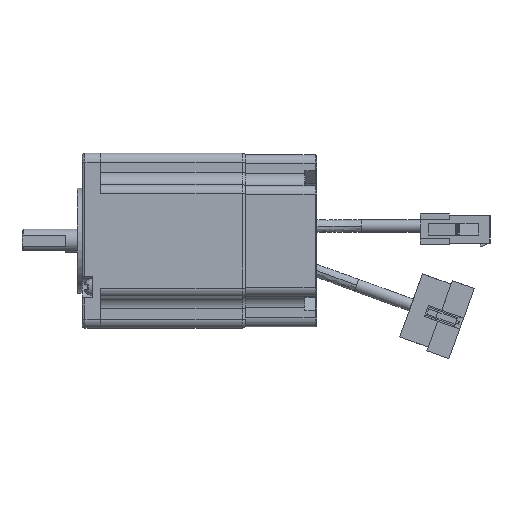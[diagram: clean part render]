
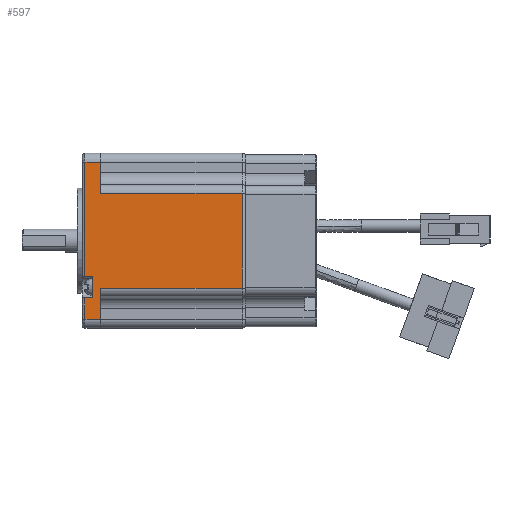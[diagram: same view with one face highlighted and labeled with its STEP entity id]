
A CAD part, front view. The second image highlights one B-rep face of the part: STEP entity #597.
In plain terms, the highlighted face is planar.
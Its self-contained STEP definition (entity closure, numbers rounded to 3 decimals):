
#239 = CARTESIAN_POINT ( 'NONE',  ( 35.176, 115.692, -205.7 ) ) ;
#380 = DIRECTION ( 'NONE',  ( 0., 0., -1. ) ) ;
#597 = ADVANCED_FACE ( 'NONE', ( #17801 ), #17506, .T. ) ;
#860 = CARTESIAN_POINT ( 'NONE',  ( 89.176, 115.692, -205.7 ) ) ;
#906 = CARTESIAN_POINT ( 'NONE',  ( 49.976, 115.692, -212. ) ) ;
#1272 = CARTESIAN_POINT ( 'NONE',  ( 78.476, 115.692, -157. ) ) ;
#1464 = LINE ( 'NONE', #12918, #20881 ) ;
#2229 = CARTESIAN_POINT ( 'NONE',  ( 78.476, 115.692, -212. ) ) ;
#2322 = CARTESIAN_POINT ( 'NONE',  ( 45.876, 115.692, -205.7 ) ) ;
#3127 = CARTESIAN_POINT ( 'NONE',  ( 45.876, 115.692, -157. ) ) ;
#3319 = ORIENTED_EDGE ( 'NONE', *, *, #28539, .T. ) ;
#3498 = LINE ( 'NONE', #2229, #28004 ) ;
#3540 = EDGE_CURVE ( 'NONE', #11254, #5661, #18003, .T. ) ;
#3595 = VERTEX_POINT ( 'NONE', #3604 ) ;
#3604 = CARTESIAN_POINT ( 'NONE',  ( 78.476, 115.692, -205.7 ) ) ;
#3635 = DIRECTION ( 'NONE',  ( 1., 0., 0. ) ) ;
#3708 = CARTESIAN_POINT ( 'NONE',  ( 89.176, 115.692, -211. ) ) ;
#4648 = EDGE_CURVE ( 'NONE', #8995, #3595, #3498, .T. ) ;
#4755 = AXIS2_PLACEMENT_3D ( 'NONE', #17791, #17430, #17427 ) ;
#4831 = DIRECTION ( 'NONE',  ( -1., 0., 0. ) ) ;
#4909 = CARTESIAN_POINT ( 'NONE',  ( 92.176, 115.692, -211. ) ) ;
#5258 = CARTESIAN_POINT ( 'NONE',  ( 42.576, 115.692, -212. ) ) ;
#5295 = DIRECTION ( 'NONE',  ( 0., 0., -1. ) ) ;
#5661 = VERTEX_POINT ( 'NONE', #30664 ) ;
#6173 = VECTOR ( 'NONE', #17377, 1000. ) ;
#7295 = EDGE_CURVE ( 'NONE', #3595, #27495, #12676, .T. ) ;
#7368 = CARTESIAN_POINT ( 'NONE',  ( 49.976, 115.692, -208.5 ) ) ;
#7699 = ORIENTED_EDGE ( 'NONE', *, *, #7295, .T. ) ;
#8606 = VECTOR ( 'NONE', #19821, 1000. ) ;
#8725 = EDGE_CURVE ( 'NONE', #17929, #24078, #23847, .T. ) ;
#8894 = CARTESIAN_POINT ( 'NONE',  ( 35.176, 115.692, -211. ) ) ;
#8995 = VERTEX_POINT ( 'NONE', #1272 ) ;
#9353 = ORIENTED_EDGE ( 'NONE', *, *, #23649, .T. ) ;
#9567 = LINE ( 'NONE', #27982, #21619 ) ;
#9835 = EDGE_CURVE ( 'NONE', #16601, #11254, #12212, .T. ) ;
#10886 = ORIENTED_EDGE ( 'NONE', *, *, #24247, .T. ) ;
#11254 = VERTEX_POINT ( 'NONE', #20550 ) ;
#11438 = VECTOR ( 'NONE', #11829, 1000. ) ;
#11807 = EDGE_CURVE ( 'NONE', #19494, #17701, #29893, .T. ) ;
#11829 = DIRECTION ( 'NONE',  ( 1., 0., 0. ) ) ;
#12170 = CARTESIAN_POINT ( 'NONE',  ( 92.176, 115.692, -157. ) ) ;
#12194 = EDGE_CURVE ( 'NONE', #27495, #17929, #17320, .T. ) ;
#12212 = LINE ( 'NONE', #26032, #18610 ) ;
#12383 = VECTOR ( 'NONE', #5295, 1000. ) ;
#12676 = LINE ( 'NONE', #18106, #6173 ) ;
#12918 = CARTESIAN_POINT ( 'NONE',  ( 35.176, 115.692, -212. ) ) ;
#13032 = ORIENTED_EDGE ( 'NONE', *, *, #4648, .T. ) ;
#13177 = DIRECTION ( 'NONE',  ( 0., 0., 1. ) ) ;
#13673 = DIRECTION ( 'NONE',  ( 0., 0., 1. ) ) ;
#14194 = LINE ( 'NONE', #20580, #25245 ) ;
#15578 = EDGE_CURVE ( 'NONE', #5661, #23779, #9567, .T. ) ;
#15769 = VECTOR ( 'NONE', #13177, 1000. ) ;
#16518 = LINE ( 'NONE', #906, #15769 ) ;
#16601 = VERTEX_POINT ( 'NONE', #7368 ) ;
#16650 = ORIENTED_EDGE ( 'NONE', *, *, #15578, .T. ) ;
#16775 = VECTOR ( 'NONE', #4831, 1000. ) ;
#17320 = LINE ( 'NONE', #20147, #8606 ) ;
#17377 = DIRECTION ( 'NONE',  ( 1., 0., 0. ) ) ;
#17427 = DIRECTION ( 'NONE',  ( 0., 0., 1. ) ) ;
#17430 = DIRECTION ( 'NONE',  ( 0., 1., 0. ) ) ;
#17506 = PLANE ( 'NONE',  #4755 ) ;
#17701 = VERTEX_POINT ( 'NONE', #2322 ) ;
#17791 = CARTESIAN_POINT ( 'NONE',  ( 92.176, 115.692, -212. ) ) ;
#17801 = FACE_OUTER_BOUND ( 'NONE', #30003, .T. ) ;
#17929 = VERTEX_POINT ( 'NONE', #3708 ) ;
#18003 = LINE ( 'NONE', #5258, #12383 ) ;
#18106 = CARTESIAN_POINT ( 'NONE',  ( 92.176, 115.692, -205.7 ) ) ;
#18610 = VECTOR ( 'NONE', #26001, 1000. ) ;
#19235 = ORIENTED_EDGE ( 'NONE', *, *, #29989, .T. ) ;
#19494 = VERTEX_POINT ( 'NONE', #3127 ) ;
#19821 = DIRECTION ( 'NONE',  ( 0., 0., -1. ) ) ;
#20147 = CARTESIAN_POINT ( 'NONE',  ( 89.176, 115.692, -212. ) ) ;
#20550 = CARTESIAN_POINT ( 'NONE',  ( 42.576, 115.692, -208.5 ) ) ;
#20580 = CARTESIAN_POINT ( 'NONE',  ( 92.176, 115.692, -205.7 ) ) ;
#20881 = VECTOR ( 'NONE', #13673, 1000. ) ;
#21619 = VECTOR ( 'NONE', #28008, 1000. ) ;
#22617 = ORIENTED_EDGE ( 'NONE', *, *, #11807, .F. ) ;
#23649 = EDGE_CURVE ( 'NONE', #23779, #30828, #1464, .T. ) ;
#23779 = VERTEX_POINT ( 'NONE', #8894 ) ;
#23847 = LINE ( 'NONE', #4909, #16775 ) ;
#24022 = VECTOR ( 'NONE', #30011, 1000. ) ;
#24078 = VERTEX_POINT ( 'NONE', #30412 ) ;
#24247 = EDGE_CURVE ( 'NONE', #19494, #8995, #30020, .T. ) ;
#25245 = VECTOR ( 'NONE', #3635, 1000. ) ;
#26001 = DIRECTION ( 'NONE',  ( -1., 0., 0. ) ) ;
#26032 = CARTESIAN_POINT ( 'NONE',  ( 92.176, 115.692, -208.5 ) ) ;
#26161 = ORIENTED_EDGE ( 'NONE', *, *, #3540, .T. ) ;
#26240 = ORIENTED_EDGE ( 'NONE', *, *, #9835, .T. ) ;
#27495 = VERTEX_POINT ( 'NONE', #860 ) ;
#27982 = CARTESIAN_POINT ( 'NONE',  ( 92.176, 115.692, -211. ) ) ;
#28004 = VECTOR ( 'NONE', #380, 1000. ) ;
#28008 = DIRECTION ( 'NONE',  ( -1., 0., 0. ) ) ;
#28539 = EDGE_CURVE ( 'NONE', #24078, #16601, #16518, .T. ) ;
#29893 = LINE ( 'NONE', #30669, #24022 ) ;
#29989 = EDGE_CURVE ( 'NONE', #30828, #17701, #14194, .T. ) ;
#30003 = EDGE_LOOP ( 'NONE', ( #22617, #10886, #13032, #7699, #30239, #30189, #3319, #26240, #26161, #16650, #9353, #19235 ) ) ;
#30011 = DIRECTION ( 'NONE',  ( 0., 0., -1. ) ) ;
#30020 = LINE ( 'NONE', #12170, #11438 ) ;
#30189 = ORIENTED_EDGE ( 'NONE', *, *, #8725, .T. ) ;
#30239 = ORIENTED_EDGE ( 'NONE', *, *, #12194, .T. ) ;
#30412 = CARTESIAN_POINT ( 'NONE',  ( 49.976, 115.692, -211. ) ) ;
#30664 = CARTESIAN_POINT ( 'NONE',  ( 42.576, 115.692, -211. ) ) ;
#30669 = CARTESIAN_POINT ( 'NONE',  ( 45.876, 115.692, -205.7 ) ) ;
#30828 = VERTEX_POINT ( 'NONE', #239 ) ;
